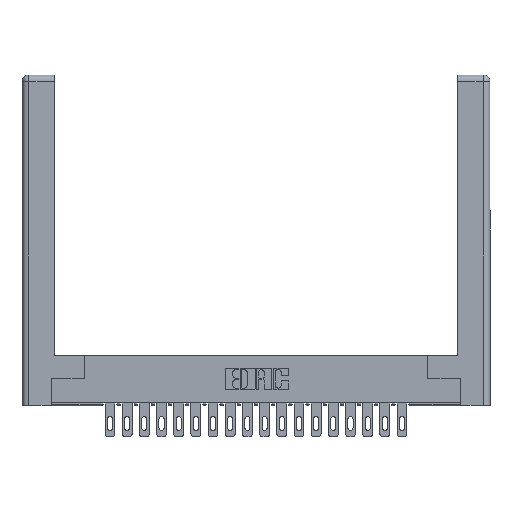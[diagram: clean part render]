
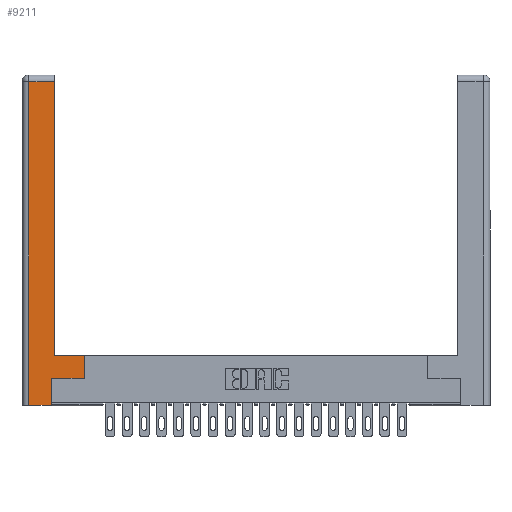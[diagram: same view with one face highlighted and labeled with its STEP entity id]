
A CAD part, top view. The second image highlights one B-rep face of the part: STEP entity #9211.
In plain terms, the highlighted planar face has unit normal (0, 0, 1).
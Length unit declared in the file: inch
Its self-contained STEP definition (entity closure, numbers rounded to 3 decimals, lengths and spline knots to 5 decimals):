
#692 = CARTESIAN_POINT ( 'NONE',  ( 0.265, 0., 0. ) ) ;
#1124 = DIRECTION ( 'NONE',  ( 0., 1., 0. ) ) ;
#1733 = LINE ( 'NONE', #1781, #21685 ) ;
#1781 = CARTESIAN_POINT ( 'NONE',  ( 0.565, 0.245, 0. ) ) ;
#2386 = ORIENTED_EDGE ( 'NONE', *, *, #8664, .T. ) ;
#2447 = DIRECTION ( 'NONE',  ( 1., 0., 0. ) ) ;
#2536 = VECTOR ( 'NONE', #2447, 39.37008 ) ;
#2705 = VECTOR ( 'NONE', #22047, 39.37008 ) ;
#3467 = VERTEX_POINT ( 'NONE', #21630 ) ;
#3689 = FACE_OUTER_BOUND ( 'NONE', #19482, .T. ) ;
#4206 = LINE ( 'NONE', #8678, #2705 ) ;
#4853 = ORIENTED_EDGE ( 'NONE', *, *, #13929, .T. ) ;
#5452 = CARTESIAN_POINT ( 'NONE',  ( 0.265, 0.245, 0. ) ) ;
#6808 = ORIENTED_EDGE ( 'NONE', *, *, #15996, .T. ) ;
#7004 = ORIENTED_EDGE ( 'NONE', *, *, #7221, .T. ) ;
#7221 = EDGE_CURVE ( 'NONE', #3467, #13896, #1733, .T. ) ;
#7375 = ORIENTED_EDGE ( 'NONE', *, *, #11181, .T. ) ;
#7804 = VECTOR ( 'NONE', #9479, 39.37008 ) ;
#8075 = PLANE ( 'NONE',  #12338 ) ;
#8659 = EDGE_CURVE ( 'NONE', #23631, #16953, #14350, .T. ) ;
#8664 = EDGE_CURVE ( 'NONE', #18328, #11366, #9149, .T. ) ;
#8678 = CARTESIAN_POINT ( 'NONE',  ( 0.295, 0.45, 0. ) ) ;
#9078 = ORIENTED_EDGE ( 'NONE', *, *, #8659, .T. ) ;
#9149 = LINE ( 'NONE', #10748, #2536 ) ;
#9211 = ADVANCED_FACE ( 'NONE', ( #3689 ), #8075, .F. ) ;
#9479 = DIRECTION ( 'NONE',  ( 0., -1., 0. ) ) ;
#10080 = CARTESIAN_POINT ( 'NONE',  ( 0., 0., 0. ) ) ;
#10748 = CARTESIAN_POINT ( 'NONE',  ( 0.265, 0., 0. ) ) ;
#10811 = CARTESIAN_POINT ( 'NONE',  ( 0.0615, 2.94, 0. ) ) ;
#11181 = EDGE_CURVE ( 'NONE', #11366, #3467, #12625, .T. ) ;
#11366 = VERTEX_POINT ( 'NONE', #692 ) ;
#11635 = DIRECTION ( 'NONE',  ( 0., 1., 0. ) ) ;
#12130 = DIRECTION ( 'NONE',  ( 0., 0., -1. ) ) ;
#12338 = AXIS2_PLACEMENT_3D ( 'NONE', #10080, #12130, #23736 ) ;
#12407 = CARTESIAN_POINT ( 'NONE',  ( 0.295, 2.94, 0. ) ) ;
#12614 = CARTESIAN_POINT ( 'NONE',  ( 0.0615, 2.94, 0. ) ) ;
#12625 = LINE ( 'NONE', #5452, #14452 ) ;
#12817 = LINE ( 'NONE', #14757, #16142 ) ;
#12962 = LINE ( 'NONE', #21000, #7804 ) ;
#13799 = CARTESIAN_POINT ( 'NONE',  ( 0.0615, 0., 0. ) ) ;
#13896 = VERTEX_POINT ( 'NONE', #20565 ) ;
#13929 = EDGE_CURVE ( 'NONE', #13896, #17068, #12817, .T. ) ;
#14350 = LINE ( 'NONE', #22420, #21589 ) ;
#14452 = VECTOR ( 'NONE', #11635, 39.37008 ) ;
#14757 = CARTESIAN_POINT ( 'NONE',  ( 0.565, 0.45, 0. ) ) ;
#15934 = VECTOR ( 'NONE', #20385, 39.37008 ) ;
#15996 = EDGE_CURVE ( 'NONE', #17068, #23631, #4206, .T. ) ;
#16142 = VECTOR ( 'NONE', #1124, 39.37008 ) ;
#16953 = VERTEX_POINT ( 'NONE', #12407 ) ;
#17068 = VERTEX_POINT ( 'NONE', #23180 ) ;
#17113 = VERTEX_POINT ( 'NONE', #12614 ) ;
#17600 = EDGE_CURVE ( 'NONE', #16953, #17113, #21026, .T. ) ;
#18328 = VERTEX_POINT ( 'NONE', #13799 ) ;
#18793 = CARTESIAN_POINT ( 'NONE',  ( 0.295, 0.45, 0. ) ) ;
#19482 = EDGE_LOOP ( 'NONE', ( #9078, #24603, #21979, #2386, #7375, #7004, #4853, #6808 ) ) ;
#20385 = DIRECTION ( 'NONE',  ( -1., 0., 0. ) ) ;
#20565 = CARTESIAN_POINT ( 'NONE',  ( 0.565, 0.245, 0. ) ) ;
#21000 = CARTESIAN_POINT ( 'NONE',  ( 0.0615, 0., 0. ) ) ;
#21026 = LINE ( 'NONE', #10811, #15934 ) ;
#21589 = VECTOR ( 'NONE', #23263, 39.37008 ) ;
#21630 = CARTESIAN_POINT ( 'NONE',  ( 0.265, 0.245, 0. ) ) ;
#21685 = VECTOR ( 'NONE', #24862, 39.37008 ) ;
#21979 = ORIENTED_EDGE ( 'NONE', *, *, #23871, .T. ) ;
#22047 = DIRECTION ( 'NONE',  ( -1., 0., 0. ) ) ;
#22420 = CARTESIAN_POINT ( 'NONE',  ( 0.295, 3., 0. ) ) ;
#23180 = CARTESIAN_POINT ( 'NONE',  ( 0.565, 0.45, 0. ) ) ;
#23263 = DIRECTION ( 'NONE',  ( 0., 1., 0. ) ) ;
#23631 = VERTEX_POINT ( 'NONE', #18793 ) ;
#23736 = DIRECTION ( 'NONE',  ( -1., 0., 0. ) ) ;
#23871 = EDGE_CURVE ( 'NONE', #17113, #18328, #12962, .T. ) ;
#24603 = ORIENTED_EDGE ( 'NONE', *, *, #17600, .T. ) ;
#24862 = DIRECTION ( 'NONE',  ( 1., 0., 0. ) ) ;
